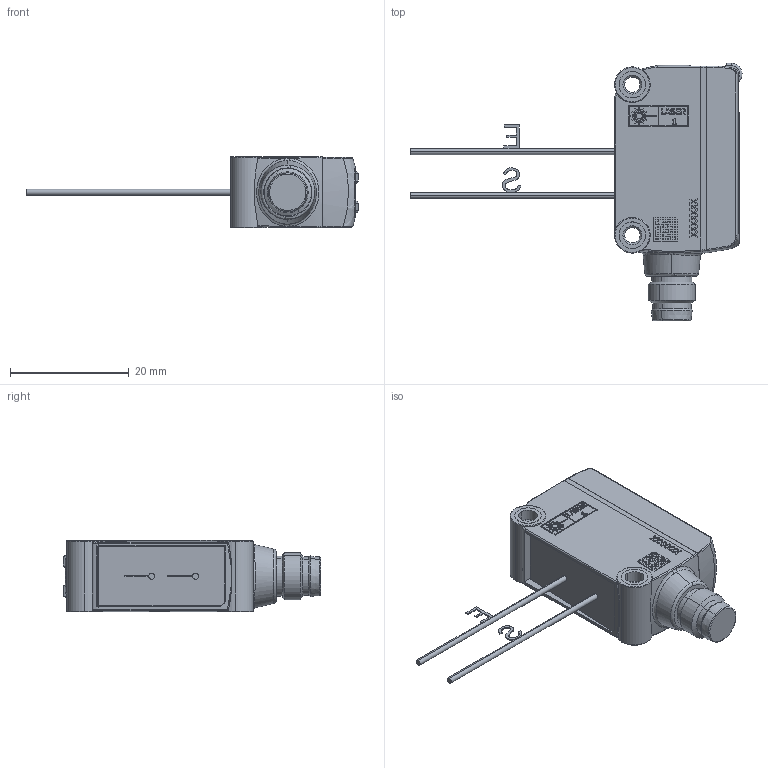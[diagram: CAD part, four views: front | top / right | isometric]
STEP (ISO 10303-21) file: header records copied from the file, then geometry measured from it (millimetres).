
FILE_DESCRIPTION (( 'STEP AP214' ), '1' );
FILE_NAME ('GTB6L-#32##-S304187.STEP', '2022-07-26T21:00:49', ( '' ), ( '' ), 'SwSTEP 2.0', 'SolidWorks 2019', '' );
FILE_SCHEMA (( 'AUTOMOTIVE_DESIGN' ));
Length unit declared in the file: millimetre
Products named in the file (2): 3D-MARKETING_MODEL_GTB6L-X42XX_S304162; GTB6L-#32##-S304187
Assembly tree (1 placements, depth 2):
  GTB6L-#32##-S304187
    3D-MARKETING_MODEL_GTB6L-X42XX_S304162
Bounding box: 55.99 x 43.4 x 12.09 mm (x, y, z)
Volume: 7986.4 mm3; surface area: 3431.3 mm2
Topology: 5 solids, 5 shells, 1242 faces, 3351 edges, 2174 vertices
Faces by surface type: plane 720, bspline 220, cylinder 192, cone 47, torus 32, sphere 31
Entity records: 50455 total; most frequent: CARTESIAN_POINT 15379, ORIENTED_EDGE 6650, DIRECTION 5212, EDGE_CURVE 3325, LINE 2284, VECTOR 2284, VERTEX_POINT 2174, AXIS2_PLACEMENT_3D 1464
